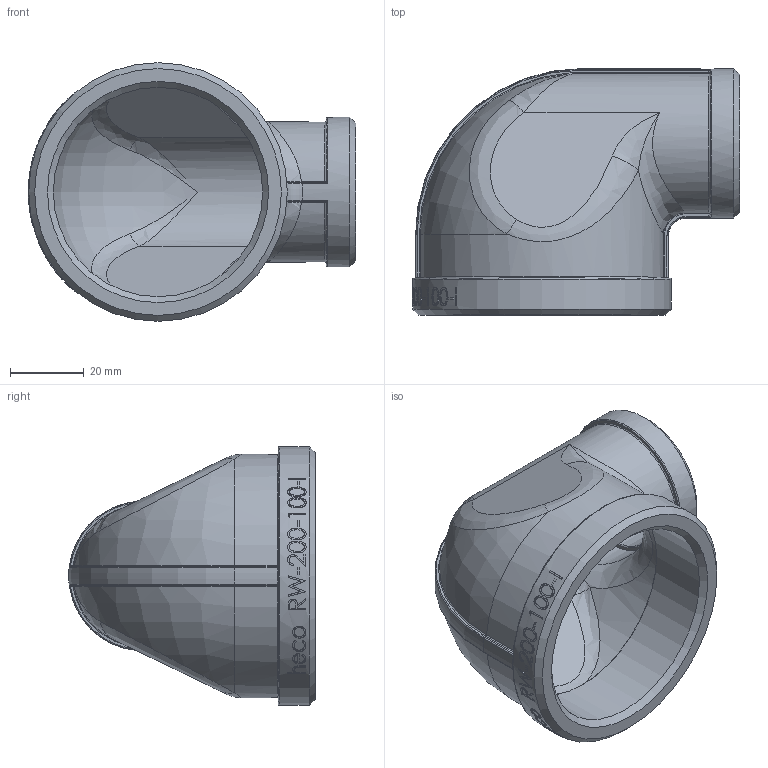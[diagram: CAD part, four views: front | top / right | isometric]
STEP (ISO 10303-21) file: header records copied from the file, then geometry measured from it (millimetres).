
FILE_DESCRIPTION (( 'STEP AP214' ), '1' );
FILE_NAME ('heco_RW-200-100-I.STEP', '2016-07-04T08:28:39', ( '' ), ( '' ), 'SwSTEP 2.0', 'SolidWorks 2011', '' );
FILE_SCHEMA (( 'AUTOMOTIVE_DESIGN' ));
Length unit declared in the file: millimetre
Products named in the file (1): heco_RW-200-100-I
Bounding box: 88.6 x 66.74 x 70 mm (x, y, z)
Volume: 51952.8 mm3; surface area: 30639.4 mm2
Topology: 1 solids, 1 shells, 290 faces, 715 edges, 439 vertices
Faces by surface type: bspline 130, plane 63, cylinder 59, torus 24, sphere 8, cone 6
Full cylindrical faces by diameter (mm): 30.291 x1, 32.6 x1, 40.5 x1, 56.656 x1, 60.6 x1, 70 x1
Entity records: 29846 total; most frequent: CARTESIAN_POINT 22388, ORIENTED_EDGE 1368, DIRECTION 779, EDGE_CURVE 684, VERTEX_POINT 435, B_SPLINE_CURVE_WITH_KNOTS 390, EDGE_LOOP 331, AXIS2_PLACEMENT_3D 328
